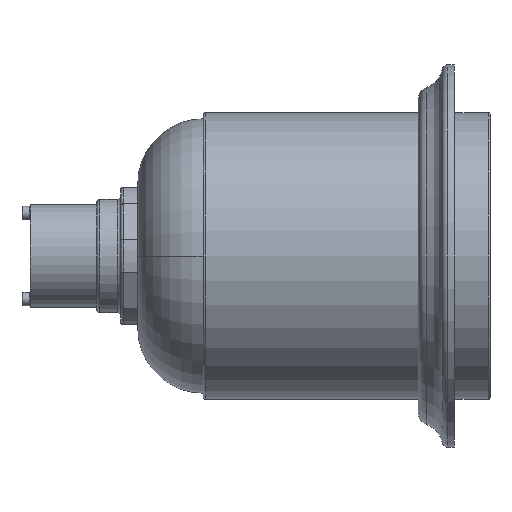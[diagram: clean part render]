
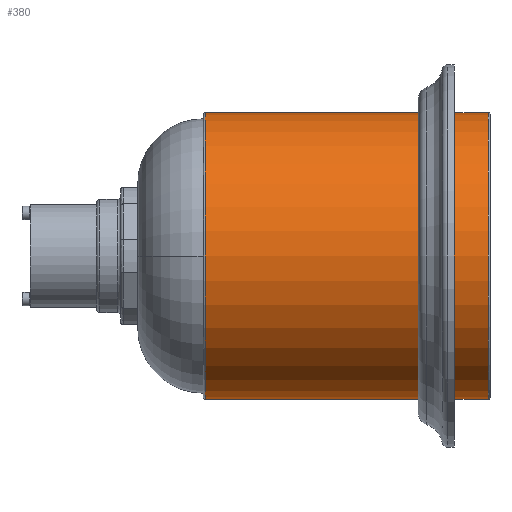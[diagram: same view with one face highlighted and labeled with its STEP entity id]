
A CAD part, left-side view. The second image highlights one B-rep face of the part: STEP entity #380.
In plain terms, the highlighted cylindrical face has radius 38.1 mm (diameter 76.2 mm), a partial arc.
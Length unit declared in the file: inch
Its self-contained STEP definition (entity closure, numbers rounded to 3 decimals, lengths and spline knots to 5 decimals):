
#380 = ADVANCED_FACE ( 'NONE', ( #4032 ), #1307, .T. ) ;
#822 = CARTESIAN_POINT ( 'NONE',  ( 0., -1.134, 0. ) ) ;
#916 = CARTESIAN_POINT ( 'NONE',  ( 0., -1.114, 1.5 ) ) ;
#1246 = DIRECTION ( 'NONE',  ( 0., -1., 0. ) ) ;
#1307 = CYLINDRICAL_SURFACE ( 'NONE', #3882, 1.5 ) ;
#2628 = CARTESIAN_POINT ( 'NONE',  ( 0., -4.094, 0. ) ) ;
#3271 = CARTESIAN_POINT ( 'NONE',  ( 0., -1.114, -1.5 ) ) ;
#3797 = VERTEX_POINT ( 'NONE', #15530 ) ;
#3882 = AXIS2_PLACEMENT_3D ( 'NONE', #6445, #11954, #6345 ) ;
#4032 = FACE_OUTER_BOUND ( 'NONE', #9936, .T. ) ;
#4243 = AXIS2_PLACEMENT_3D ( 'NONE', #2628, #13275, #13376 ) ;
#4268 = ORIENTED_EDGE ( 'NONE', *, *, #9693, .T. ) ;
#4410 = VERTEX_POINT ( 'NONE', #12932 ) ;
#4584 = DIRECTION ( 'NONE',  ( 0., 0., 1. ) ) ;
#6255 = EDGE_CURVE ( 'NONE', #10388, #3797, #18968, .T. ) ;
#6345 = DIRECTION ( 'NONE',  ( 0., 0., -1. ) ) ;
#6445 = CARTESIAN_POINT ( 'NONE',  ( 0., -1.114, 0. ) ) ;
#7674 = VECTOR ( 'NONE', #1246, 39.37008 ) ;
#9270 = ORIENTED_EDGE ( 'NONE', *, *, #6255, .T. ) ;
#9396 = CIRCLE ( 'NONE', #4243, 1.5 ) ;
#9693 = EDGE_CURVE ( 'NONE', #4410, #10388, #22337, .T. ) ;
#9936 = EDGE_LOOP ( 'NONE', ( #14162, #4268, #9270, #15093 ) ) ;
#10134 = VERTEX_POINT ( 'NONE', #20955 ) ;
#10293 = DIRECTION ( 'NONE',  ( 0., -1., 0. ) ) ;
#10354 = CARTESIAN_POINT ( 'NONE',  ( 0., -1.134, -1.5 ) ) ;
#10388 = VERTEX_POINT ( 'NONE', #10354 ) ;
#10538 = EDGE_CURVE ( 'NONE', #3797, #10134, #9396, .T. ) ;
#11954 = DIRECTION ( 'NONE',  ( 0., -1., 0. ) ) ;
#12920 = VECTOR ( 'NONE', #10293, 39.37008 ) ;
#12932 = CARTESIAN_POINT ( 'NONE',  ( 0., -1.134, 1.5 ) ) ;
#13275 = DIRECTION ( 'NONE',  ( 0., 1., 0. ) ) ;
#13376 = DIRECTION ( 'NONE',  ( 0., 0., 1. ) ) ;
#13832 = AXIS2_PLACEMENT_3D ( 'NONE', #822, #16363, #4584 ) ;
#14162 = ORIENTED_EDGE ( 'NONE', *, *, #16504, .F. ) ;
#15093 = ORIENTED_EDGE ( 'NONE', *, *, #10538, .T. ) ;
#15530 = CARTESIAN_POINT ( 'NONE',  ( 0., -4.094, -1.5 ) ) ;
#16363 = DIRECTION ( 'NONE',  ( 0., -1., 0. ) ) ;
#16504 = EDGE_CURVE ( 'NONE', #4410, #10134, #18422, .T. ) ;
#18422 = LINE ( 'NONE', #916, #7674 ) ;
#18968 = LINE ( 'NONE', #3271, #12920 ) ;
#20955 = CARTESIAN_POINT ( 'NONE',  ( 0., -4.094, 1.5 ) ) ;
#22337 = CIRCLE ( 'NONE', #13832, 1.5 ) ;
